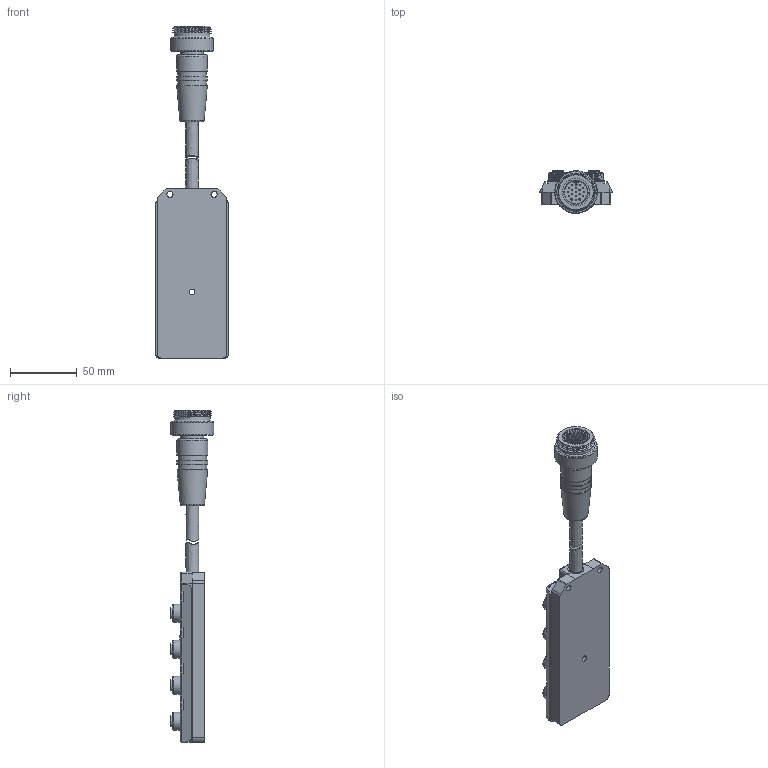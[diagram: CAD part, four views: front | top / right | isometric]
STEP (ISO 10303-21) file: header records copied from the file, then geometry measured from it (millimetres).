
FILE_DESCRIPTION( ('This file contains a STEP AP42 implementation' ,'as created by ZW3D STEP Interface translator.') ,'2;1' );
FILE_NAME( 'DLTR8-5-5XC-PZ19.stp' ,'211220.2035 7', (''), ('ZWCAD Software Co.'), 'Version 1.0', 'ZW3D to STEP translator', '' );
FILE_SCHEMA(('AUTOMOTIVE_DESIGN'));
Length unit declared in the file: millimetre
Products named in the file (2): 0; DSTR8-5-4XX-12XX
Bounding box: 54 x 32.49 x 248.5 mm (x, y, z)
Volume: 148491.3 mm3; surface area: 39343.2 mm2
Topology: 10 solids, 10 shells, 1198 faces, 3260 edges, 2250 vertices
Faces by surface type: bspline 1198
Entity records: 69643 total; most frequent: CARTESIAN_POINT 49288, ORIENTED_EDGE 6448, EDGE_CURVE 3224, B_SPLINE_CURVE_WITH_KNOTS 2392, VERTEX_POINT 2250, EDGE_LOOP 1408, FACE_OUTER_BOUND 1198, ADVANCED_FACE 1198
